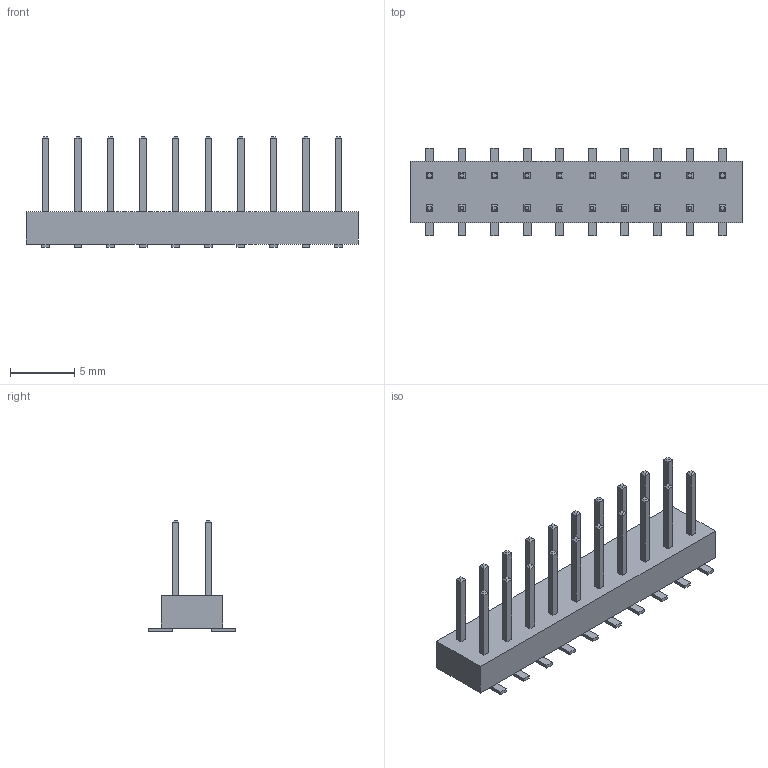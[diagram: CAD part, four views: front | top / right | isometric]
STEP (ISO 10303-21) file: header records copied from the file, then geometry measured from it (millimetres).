
FILE_DESCRIPTION(/* description */ (''),/* implementation_level */ '2;1');
FILE_NAME(/* name */ '410-04-01.stp',/* time_stamp */ '2018-12-26T20:09:04-06:00',/* author */ (''),/* organization */ (''),/* preprocessor_version */ 'ST-DEVELOPER v16.7',/* originating_system */ 'SIEMENS PLM Software NX 12.0',/* authorisation */ '');
FILE_SCHEMA (('AUTOMOTIVE_DESIGN { 1 0 10303 214 3 1 1 1 }'));
Length unit declared in the file: inch
Products named in the file (1): 410-04-01
Bounding box: 25.91 x 6.86 x 8.64 mm (x, y, z)
Volume: 353.4 mm3; surface area: 722.4 mm2
Topology: 41 solids, 41 shells, 326 faces, 652 edges, 408 vertices
Faces by surface type: plane 326
Entity records: 10667 total; most frequent: CARTESIAN_POINT 1387, DIRECTION 1306, ORIENTED_EDGE 1304, EDGE_CURVE 652, LINE 652, VECTOR 652, VERTEX_POINT 408, PRESENTATION_STYLE_ASSIGNMENT 367
